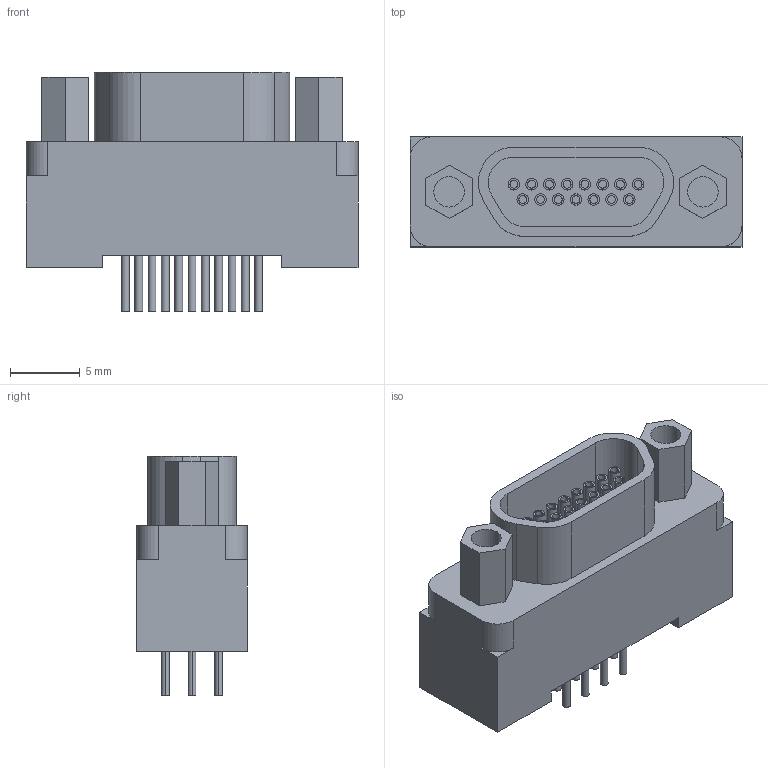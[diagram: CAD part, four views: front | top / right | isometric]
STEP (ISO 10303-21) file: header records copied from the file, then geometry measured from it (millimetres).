
FILE_DESCRIPTION(('STEP AP242'),'1');
FILE_NAME('gmr7580-15s1bsm.stp','2019-11-26T08:12:07',('TraceParts'),('TraceParts S.A.'),'Spatial InterOp 3D',' ',' ');
FILE_SCHEMA(('AP242_MANAGED_MODEL_BASED_3D_ENGINEERING_MIM_LF {1 0 10303 442 1 1 4}'));
Length unit declared in the file: millimetre
Products named in the file (1): gmr7580-15s1bsm
Bounding box: 23.75 x 7.87 x 17.11 mm (x, y, z)
Volume: 1744.3 mm3; surface area: 1963.1 mm2
Topology: 1 solids, 8 shells, 431 faces, 1041 edges, 694 vertices
Faces by surface type: plane 232, cylinder 114, bspline 85
Entity records: 21020 total; most frequent: CARTESIAN_POINT 7792, ORIENTED_EDGE 2082, DIRECTION 1793, EDGE_CURVE 1041, VERTEX_POINT 694, LINE 643, VECTOR 643, AXIS2_PLACEMENT_3D 575
